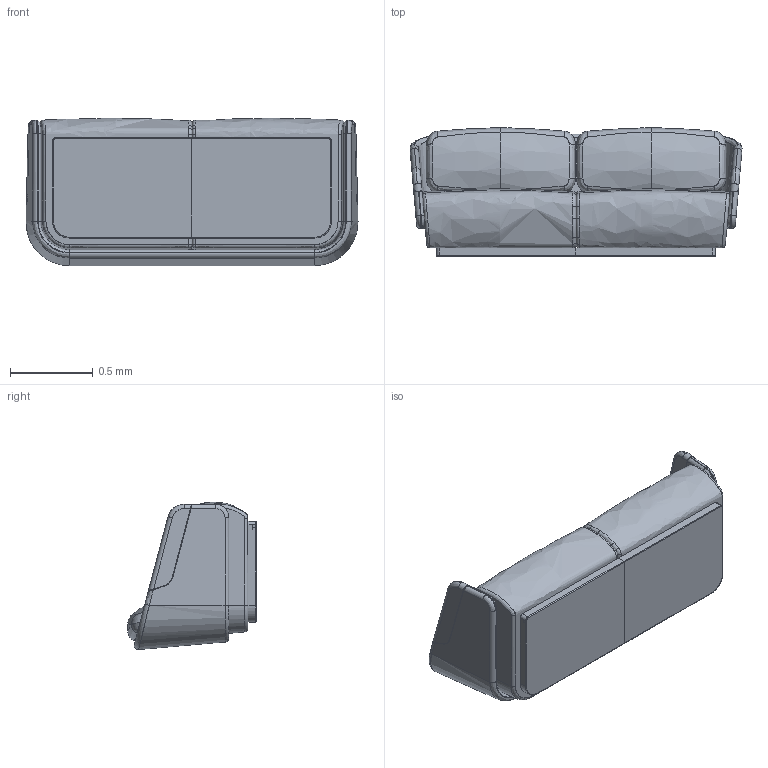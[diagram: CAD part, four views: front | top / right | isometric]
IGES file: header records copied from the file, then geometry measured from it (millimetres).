
Start section: SolidWorks IGES file using analytic representation for surfaces
Global section: file name: WORN DIVANO 2P.IGS; native system: SolidWorks 2016; preprocessor: SolidWorks 2016; author: serena.trevisiol; date: 170421.173443; units: millimetre
Bounding box: 2 x 0.78 x 0.89 mm (x, y, z)
Surface area: 16 mm2 (no closed solid volume)
Topology: 0 solids, 0 shells, 325 faces, 1651 edges, 1630 vertices
Faces by surface type: bspline 230, revolution 95
